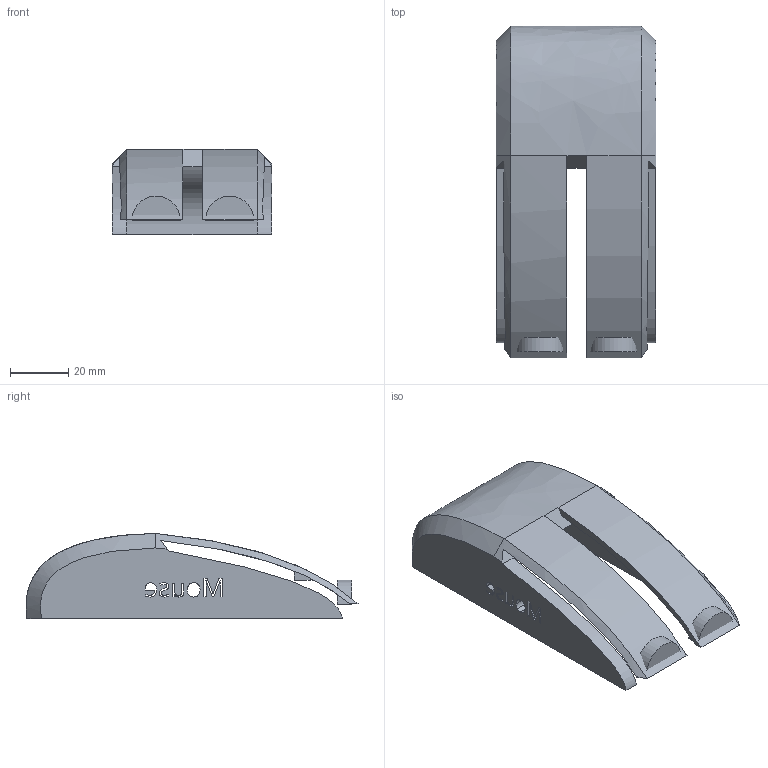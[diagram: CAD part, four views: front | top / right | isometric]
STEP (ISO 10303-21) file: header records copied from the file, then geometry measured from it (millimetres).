
FILE_DESCRIPTION(/* description */ ('STEP AP242','CAx-IF Rec.Pracs.---Representation and Presentation of Product Manufacturing Information (PMI)---4.0---2014-10-13','CAx-IF Rec.Pracs.---3D Tessellated Geometry---0.4---2014-09-14','2;1'),/* implementation_level */ '2;1');
FILE_NAME(/* name */ '68725ca7c25dd322565b8762',/* time_stamp */ '2025-07-12T13:01:29Z',/* author */ (''),/* organization */ (''),/* preprocessor_version */ 'ST-DEVELOPER v20',/* originating_system */ 'ONSHAPE BY PTC INC, 1.200',/* authorisation */ ' ');
FILE_SCHEMA (('AP242_MANAGED_MODEL_BASED_3D_ENGINEERING_MIM_LF { 1 0 10303 442 1 1 4 }'));
Length unit declared in the file: metre
Products named in the file (3): Part 1; Part 2; Part 3
Bounding box: 55 x 114.26 x 29.34 mm (x, y, z)
Volume: 40879.9 mm3; surface area: 24580 mm2
Topology: 3 solids, 3 shells, 208 faces, 594 edges, 394 vertices
Faces by surface type: bspline 100, plane 88, cylinder 20
Entity records: 7622 total; most frequent: CARTESIAN_POINT 2759, ORIENTED_EDGE 1188, DIRECTION 648, EDGE_CURVE 594, VERTEX_POINT 394, LINE 346, VECTOR 346, EDGE_LOOP 230
